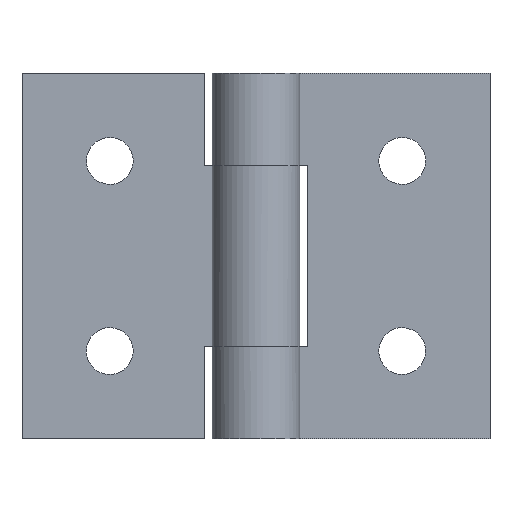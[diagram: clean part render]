
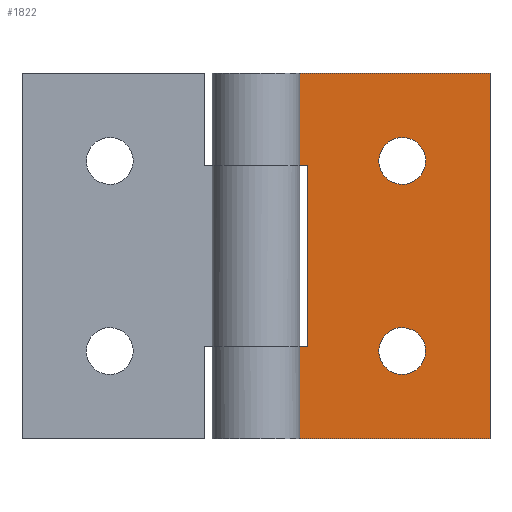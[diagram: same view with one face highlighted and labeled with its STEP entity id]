
A CAD part, front view. The second image highlights one B-rep face of the part: STEP entity #1822.
In plain terms, the highlighted free-form (B-spline) face has degree [1, 1] with [2, 2] control points.
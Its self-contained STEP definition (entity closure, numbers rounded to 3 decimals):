
#931=CARTESIAN_POINT('',(11.595,1.5,18.874));
#932=VERTEX_POINT('',#931);
#938=CARTESIAN_POINT('',(10.0,1.5,20.6));
#939=VERTEX_POINT('',#938);
#940=CARTESIAN_POINT('',(11.595,1.5,18.874));
#941=CARTESIAN_POINT('',(11.6,1.5,18.937));
#942=CARTESIAN_POINT('',(11.6,1.5,19.0));
#943=CARTESIAN_POINT('',(11.6,1.5,20.6));
#944=CARTESIAN_POINT('',(10.0,1.5,20.6));
#952=(BOUNDED_CURVE()B_SPLINE_CURVE(2,(#940,#941,#942,#943,#944),.UNSPECIFIED.,.F.,.U.)B_SPLINE_CURVE_WITH_KNOTS((3,2,3),(0.736,0.75,1.0),.UNSPECIFIED.)CURVE()GEOMETRIC_REPRESENTATION_ITEM()RATIONAL_B_SPLINE_CURVE((0.97,0.984,1.0,0.707,1.0))REPRESENTATION_ITEM(''));
#953=EDGE_CURVE('',#932,#939,#952,.T.);
#955=CARTESIAN_POINT('',(8.405,1.5,19.126));
#956=VERTEX_POINT('',#955);
#957=CARTESIAN_POINT('',(10.0,1.5,20.6));
#958=CARTESIAN_POINT('',(8.521,1.5,20.6));
#959=CARTESIAN_POINT('',(8.405,1.5,19.126));
#967=(BOUNDED_CURVE()B_SPLINE_CURVE(2,(#957,#958,#959),.UNSPECIFIED.,.F.,.U.)B_SPLINE_CURVE_WITH_KNOTS((3,3),(0.0,0.236),.UNSPECIFIED.)CURVE()GEOMETRIC_REPRESENTATION_ITEM()RATIONAL_B_SPLINE_CURVE((1.0,0.723,0.97))REPRESENTATION_ITEM(''));
#968=EDGE_CURVE('',#939,#956,#967,.T.);
#1014=CARTESIAN_POINT('',(10.0,1.5,17.4));
#1015=VERTEX_POINT('',#1014);
#1016=CARTESIAN_POINT('',(8.405,1.5,19.126));
#1017=CARTESIAN_POINT('',(8.4,1.5,19.063));
#1018=CARTESIAN_POINT('',(8.4,1.5,19.0));
#1019=CARTESIAN_POINT('',(8.4,1.5,17.4));
#1020=CARTESIAN_POINT('',(10.0,1.5,17.4));
#1028=(BOUNDED_CURVE()B_SPLINE_CURVE(2,(#1016,#1017,#1018,#1019,#1020),.UNSPECIFIED.,.F.,.U.)B_SPLINE_CURVE_WITH_KNOTS((3,2,3),(0.236,0.25,0.5),.UNSPECIFIED.)CURVE()GEOMETRIC_REPRESENTATION_ITEM()RATIONAL_B_SPLINE_CURVE((0.97,0.984,1.0,0.707,1.0))REPRESENTATION_ITEM(''));
#1029=EDGE_CURVE('',#956,#1015,#1028,.T.);
#1031=CARTESIAN_POINT('',(10.0,1.5,17.4));
#1032=CARTESIAN_POINT('',(11.479,1.5,17.4));
#1033=CARTESIAN_POINT('',(11.595,1.5,18.874));
#1041=(BOUNDED_CURVE()B_SPLINE_CURVE(2,(#1031,#1032,#1033),.UNSPECIFIED.,.F.,.U.)B_SPLINE_CURVE_WITH_KNOTS((3,3),(0.5,0.736),.UNSPECIFIED.)CURVE()GEOMETRIC_REPRESENTATION_ITEM()RATIONAL_B_SPLINE_CURVE((1.0,0.723,0.97))REPRESENTATION_ITEM(''));
#1042=EDGE_CURVE('',#1015,#932,#1041,.T.);
#1113=CARTESIAN_POINT('',(11.595,1.5,5.874));
#1114=VERTEX_POINT('',#1113);
#1120=CARTESIAN_POINT('',(10.0,1.5,7.6));
#1121=VERTEX_POINT('',#1120);
#1122=CARTESIAN_POINT('',(11.595,1.5,5.874));
#1123=CARTESIAN_POINT('',(11.6,1.5,5.937));
#1124=CARTESIAN_POINT('',(11.6,1.5,6.0));
#1125=CARTESIAN_POINT('',(11.6,1.5,7.6));
#1126=CARTESIAN_POINT('',(10.0,1.5,7.6));
#1134=(BOUNDED_CURVE()B_SPLINE_CURVE(2,(#1122,#1123,#1124,#1125,#1126),.UNSPECIFIED.,.F.,.U.)B_SPLINE_CURVE_WITH_KNOTS((3,2,3),(0.736,0.75,1.0),.UNSPECIFIED.)CURVE()GEOMETRIC_REPRESENTATION_ITEM()RATIONAL_B_SPLINE_CURVE((0.97,0.984,1.0,0.707,1.0))REPRESENTATION_ITEM(''));
#1135=EDGE_CURVE('',#1114,#1121,#1134,.T.);
#1137=CARTESIAN_POINT('',(8.405,1.5,6.126));
#1138=VERTEX_POINT('',#1137);
#1139=CARTESIAN_POINT('',(10.0,1.5,7.6));
#1140=CARTESIAN_POINT('',(8.521,1.5,7.6));
#1141=CARTESIAN_POINT('',(8.405,1.5,6.126));
#1149=(BOUNDED_CURVE()B_SPLINE_CURVE(2,(#1139,#1140,#1141),.UNSPECIFIED.,.F.,.U.)B_SPLINE_CURVE_WITH_KNOTS((3,3),(0.0,0.236),.UNSPECIFIED.)CURVE()GEOMETRIC_REPRESENTATION_ITEM()RATIONAL_B_SPLINE_CURVE((1.0,0.723,0.97))REPRESENTATION_ITEM(''));
#1150=EDGE_CURVE('',#1121,#1138,#1149,.T.);
#1196=CARTESIAN_POINT('',(10.0,1.5,4.4));
#1197=VERTEX_POINT('',#1196);
#1198=CARTESIAN_POINT('',(8.405,1.5,6.126));
#1199=CARTESIAN_POINT('',(8.4,1.5,6.063));
#1200=CARTESIAN_POINT('',(8.4,1.5,6.0));
#1201=CARTESIAN_POINT('',(8.4,1.5,4.4));
#1202=CARTESIAN_POINT('',(10.0,1.5,4.4));
#1210=(BOUNDED_CURVE()B_SPLINE_CURVE(2,(#1198,#1199,#1200,#1201,#1202),.UNSPECIFIED.,.F.,.U.)B_SPLINE_CURVE_WITH_KNOTS((3,2,3),(0.236,0.25,0.5),.UNSPECIFIED.)CURVE()GEOMETRIC_REPRESENTATION_ITEM()RATIONAL_B_SPLINE_CURVE((0.97,0.984,1.0,0.707,1.0))REPRESENTATION_ITEM(''));
#1211=EDGE_CURVE('',#1138,#1197,#1210,.T.);
#1213=CARTESIAN_POINT('',(10.0,1.5,4.4));
#1214=CARTESIAN_POINT('',(11.479,1.5,4.4));
#1215=CARTESIAN_POINT('',(11.595,1.5,5.874));
#1223=(BOUNDED_CURVE()B_SPLINE_CURVE(2,(#1213,#1214,#1215),.UNSPECIFIED.,.F.,.U.)B_SPLINE_CURVE_WITH_KNOTS((3,3),(0.5,0.736),.UNSPECIFIED.)CURVE()GEOMETRIC_REPRESENTATION_ITEM()RATIONAL_B_SPLINE_CURVE((1.0,0.723,0.97))REPRESENTATION_ITEM(''));
#1224=EDGE_CURVE('',#1197,#1114,#1223,.T.);
#1248=CARTESIAN_POINT('',(3.5,1.5,6.3));
#1249=VERTEX_POINT('',#1248);
#1292=CARTESIAN_POINT('',(0.0,1.5,6.3));
#1293=VERTEX_POINT('',#1292);
#1313=CARTESIAN_POINT('',(3.5,1.5,6.3));
#1314=CARTESIAN_POINT('',(0.0,1.5,6.3));
#1315=QUASI_UNIFORM_CURVE('',1,(#1313,#1314),.UNSPECIFIED.,.F.,.U.);
#1316=EDGE_CURVE('',#1249,#1293,#1315,.T.);
#1328=CARTESIAN_POINT('',(0.0,1.5,18.7));
#1329=VERTEX_POINT('',#1328);
#1384=CARTESIAN_POINT('',(3.5,1.5,18.7));
#1385=VERTEX_POINT('',#1384);
#1391=CARTESIAN_POINT('',(0.0,1.5,18.7));
#1392=CARTESIAN_POINT('',(3.5,1.5,18.7));
#1393=QUASI_UNIFORM_CURVE('',1,(#1391,#1392),.UNSPECIFIED.,.F.,.U.);
#1394=EDGE_CURVE('',#1329,#1385,#1393,.T.);
#1411=CARTESIAN_POINT('',(3.5,1.5,18.7));
#1412=CARTESIAN_POINT('',(3.5,1.5,6.3));
#1413=QUASI_UNIFORM_CURVE('',1,(#1411,#1412),.UNSPECIFIED.,.F.,.U.);
#1414=EDGE_CURVE('',#1385,#1249,#1413,.T.);
#1426=CARTESIAN_POINT('',(0.0,1.5,0.0));
#1427=VERTEX_POINT('',#1426);
#1482=CARTESIAN_POINT('',(16.0,1.5,0.0));
#1483=VERTEX_POINT('',#1482);
#1489=CARTESIAN_POINT('',(0.0,1.5,0.0));
#1490=CARTESIAN_POINT('',(16.0,1.5,0.0));
#1491=QUASI_UNIFORM_CURVE('',1,(#1489,#1490),.UNSPECIFIED.,.F.,.U.);
#1492=EDGE_CURVE('',#1427,#1483,#1491,.T.);
#1504=CARTESIAN_POINT('',(0.0,1.5,25.0));
#1505=VERTEX_POINT('',#1504);
#1525=CARTESIAN_POINT('',(16.0,1.5,25.0));
#1526=VERTEX_POINT('',#1525);
#1527=CARTESIAN_POINT('',(0.0,1.5,25.0));
#1528=CARTESIAN_POINT('',(16.0,1.5,25.0));
#1529=QUASI_UNIFORM_CURVE('',1,(#1527,#1528),.UNSPECIFIED.,.F.,.U.);
#1530=EDGE_CURVE('',#1505,#1526,#1529,.T.);
#1644=CARTESIAN_POINT('',(16.0,1.5,25.0));
#1645=CARTESIAN_POINT('',(16.0,1.5,0.0));
#1646=QUASI_UNIFORM_CURVE('',1,(#1644,#1645),.UNSPECIFIED.,.F.,.U.);
#1647=EDGE_CURVE('',#1526,#1483,#1646,.T.);
#1674=CARTESIAN_POINT('',(0.0,1.5,6.3));
#1675=CARTESIAN_POINT('',(0.0,1.5,0.0));
#1676=QUASI_UNIFORM_CURVE('',1,(#1674,#1675),.UNSPECIFIED.,.F.,.U.);
#1677=EDGE_CURVE('',#1293,#1427,#1676,.T.);
#1758=CARTESIAN_POINT('',(0.0,1.5,25.0));
#1759=CARTESIAN_POINT('',(0.0,1.5,18.7));
#1760=QUASI_UNIFORM_CURVE('',1,(#1758,#1759),.UNSPECIFIED.,.F.,.U.);
#1761=EDGE_CURVE('',#1505,#1329,#1760,.T.);
#1795=CARTESIAN_POINT('',(-0.799,1.5,-1.249));
#1796=CARTESIAN_POINT('',(-0.799,1.5,26.249));
#1797=CARTESIAN_POINT('',(16.799,1.5,-1.249));
#1798=CARTESIAN_POINT('',(16.799,1.5,26.249));
#1799=B_SPLINE_SURFACE_WITH_KNOTS('',1,1,((#1795,#1797),(#1796,#1798)),.UNSPECIFIED.,.F.,.F.,.U.,(2,2),(2,2),(0.0,27.498),(0.0,17.598),.UNSPECIFIED.);
#1800=ORIENTED_EDGE('',*,*,#1761,.T.);
#1801=ORIENTED_EDGE('',*,*,#1394,.T.);
#1802=ORIENTED_EDGE('',*,*,#1414,.T.);
#1803=ORIENTED_EDGE('',*,*,#1316,.T.);
#1804=ORIENTED_EDGE('',*,*,#1677,.T.);
#1805=ORIENTED_EDGE('',*,*,#1492,.T.);
#1806=ORIENTED_EDGE('',*,*,#1647,.F.);
#1807=ORIENTED_EDGE('',*,*,#1530,.F.);
#1808=EDGE_LOOP('',(#1800,#1801,#1802,#1803,#1804,#1805,#1806,#1807));
#1809=FACE_OUTER_BOUND('',#1808,.T.);
#1810=ORIENTED_EDGE('',*,*,#1224,.F.);
#1811=ORIENTED_EDGE('',*,*,#1211,.F.);
#1812=ORIENTED_EDGE('',*,*,#1150,.F.);
#1813=ORIENTED_EDGE('',*,*,#1135,.F.);
#1814=EDGE_LOOP('',(#1810,#1811,#1812,#1813));
#1815=FACE_BOUND('',#1814,.T.);
#1816=ORIENTED_EDGE('',*,*,#1042,.F.);
#1817=ORIENTED_EDGE('',*,*,#1029,.F.);
#1818=ORIENTED_EDGE('',*,*,#968,.F.);
#1819=ORIENTED_EDGE('',*,*,#953,.F.);
#1820=EDGE_LOOP('',(#1816,#1817,#1818,#1819));
#1821=FACE_BOUND('',#1820,.T.);
#1822=ADVANCED_FACE('',(#1809,#1815,#1821),#1799,.F.);
